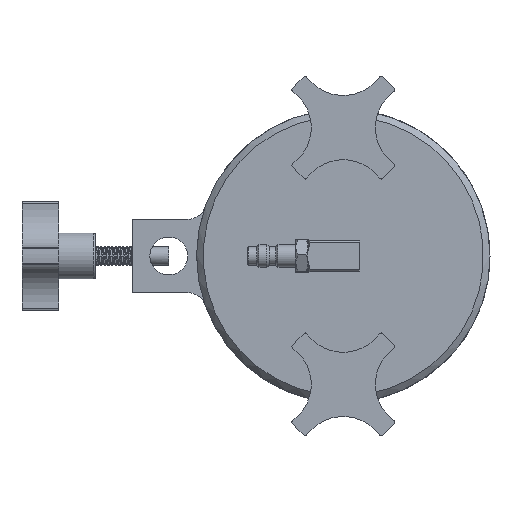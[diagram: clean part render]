
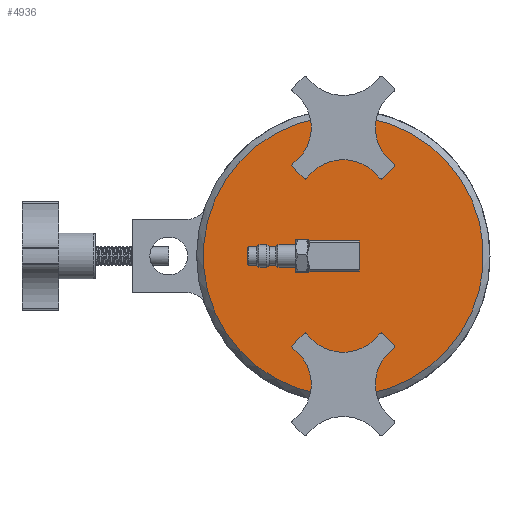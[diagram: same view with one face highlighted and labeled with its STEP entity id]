
A CAD part, left-side view. The second image highlights one B-rep face of the part: STEP entity #4936.
In plain terms, the highlighted planar face has unit normal (-1, 0, 0).
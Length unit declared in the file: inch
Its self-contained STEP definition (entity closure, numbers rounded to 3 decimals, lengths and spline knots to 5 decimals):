
#615 = CIRCLE ( 'NONE', #4867, 1.91 ) ;
#616 = DIRECTION ( 'NONE',  ( 0., -1., 0. ) ) ;
#1170 = DIRECTION ( 'NONE',  ( 0., 0., 1. ) ) ;
#1233 = DIRECTION ( 'NONE',  ( 1., 0., 0. ) ) ;
#1558 = AXIS2_PLACEMENT_3D ( 'NONE', #16461, #10160, #1170 ) ;
#1630 = EDGE_CURVE ( 'NONE', #14269, #9518, #2284, .T. ) ;
#2282 = EDGE_CURVE ( 'NONE', #8236, #2322, #615, .T. ) ;
#2284 = CIRCLE ( 'NONE', #9010, 1.91 ) ;
#2322 = VERTEX_POINT ( 'NONE', #13156 ) ;
#2329 = EDGE_CURVE ( 'NONE', #11873, #11873, #13096, .T. ) ;
#3273 = DIRECTION ( 'NONE',  ( -1., 0., 0. ) ) ;
#3593 = ORIENTED_EDGE ( 'NONE', *, *, #2282, .T. ) ;
#4867 = AXIS2_PLACEMENT_3D ( 'NONE', #17223, #9746, #18735 ) ;
#4936 = ADVANCED_FACE ( 'NONE', ( #13992, #18412 ), #8836, .T. ) ;
#5081 = EDGE_CURVE ( 'NONE', #2322, #14269, #16991, .T. ) ;
#5927 = ORIENTED_EDGE ( 'NONE', *, *, #5081, .T. ) ;
#6594 = CARTESIAN_POINT ( 'NONE',  ( -6.30916, -1.39777, -1.90348 ) ) ;
#6715 = ORIENTED_EDGE ( 'NONE', *, *, #2329, .T. ) ;
#7902 = CARTESIAN_POINT ( 'NONE',  ( -6.30916, -1.07374, -0.02117 ) ) ;
#8236 = VERTEX_POINT ( 'NONE', #13681 ) ;
#8836 = PLANE ( 'NONE',  #18926 ) ;
#9010 = AXIS2_PLACEMENT_3D ( 'NONE', #7902, #3273, #616 ) ;
#9518 = VERTEX_POINT ( 'NONE', #12823 ) ;
#9746 = DIRECTION ( 'NONE',  ( -1., 0., 0. ) ) ;
#10160 = DIRECTION ( 'NONE',  ( 1., 0., 0. ) ) ;
#10223 = CARTESIAN_POINT ( 'NONE',  ( -6.30916, -1.07374, 1.72883 ) ) ;
#10325 = CIRCLE ( 'NONE', #13586, 0.35 ) ;
#11324 = DIRECTION ( 'NONE',  ( -1., 0., 0. ) ) ;
#11741 = DIRECTION ( 'NONE',  ( 0., 0., 1. ) ) ;
#11873 = VERTEX_POINT ( 'NONE', #19209 ) ;
#12200 = ORIENTED_EDGE ( 'NONE', *, *, #1630, .T. ) ;
#12823 = CARTESIAN_POINT ( 'NONE',  ( -6.30916, -1.39777, 1.86115 ) ) ;
#13096 = CIRCLE ( 'NONE', #15394, 0.19169 ) ;
#13156 = CARTESIAN_POINT ( 'NONE',  ( -6.30916, -0.74971, -1.90348 ) ) ;
#13400 = CARTESIAN_POINT ( 'NONE',  ( -6.30916, -1.07374, -0.02117 ) ) ;
#13579 = EDGE_LOOP ( 'NONE', ( #6715 ) ) ;
#13586 = AXIS2_PLACEMENT_3D ( 'NONE', #10223, #1233, #11741 ) ;
#13681 = CARTESIAN_POINT ( 'NONE',  ( -6.30916, -0.74971, 1.86115 ) ) ;
#13877 = EDGE_LOOP ( 'NONE', ( #14997, #3593, #5927, #12200 ) ) ;
#13992 = FACE_OUTER_BOUND ( 'NONE', #13877, .T. ) ;
#14269 = VERTEX_POINT ( 'NONE', #6594 ) ;
#14485 = EDGE_CURVE ( 'NONE', #9518, #8236, #10325, .T. ) ;
#14997 = ORIENTED_EDGE ( 'NONE', *, *, #14485, .T. ) ;
#15394 = AXIS2_PLACEMENT_3D ( 'NONE', #13400, #19417, #15572 ) ;
#15572 = DIRECTION ( 'NONE',  ( 0., 0., 1. ) ) ;
#16461 = CARTESIAN_POINT ( 'NONE',  ( -6.30916, -1.07374, -1.77117 ) ) ;
#16766 = DIRECTION ( 'NONE',  ( 0., -1., 0. ) ) ;
#16991 = CIRCLE ( 'NONE', #1558, 0.35 ) ;
#17223 = CARTESIAN_POINT ( 'NONE',  ( -6.30916, -1.07374, -0.02117 ) ) ;
#17876 = CARTESIAN_POINT ( 'NONE',  ( -6.30916, -1.07374, -0.02117 ) ) ;
#18412 = FACE_BOUND ( 'NONE', #13579, .T. ) ;
#18735 = DIRECTION ( 'NONE',  ( 0., -1., 0. ) ) ;
#18926 = AXIS2_PLACEMENT_3D ( 'NONE', #17876, #11324, #16766 ) ;
#19209 = CARTESIAN_POINT ( 'NONE',  ( -6.30916, -1.07374, 0.17052 ) ) ;
#19417 = DIRECTION ( 'NONE',  ( 1., 0., 0. ) ) ;
